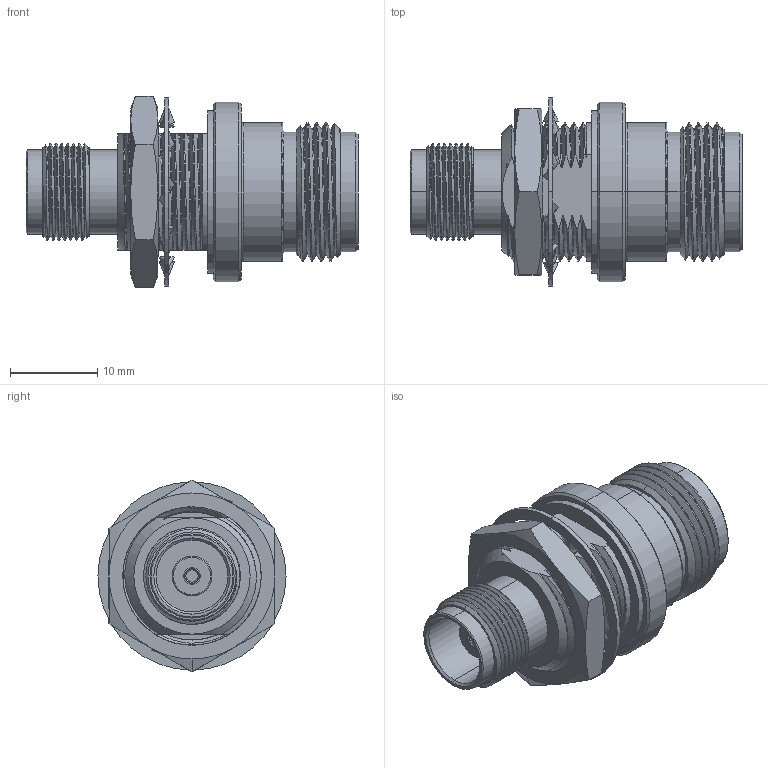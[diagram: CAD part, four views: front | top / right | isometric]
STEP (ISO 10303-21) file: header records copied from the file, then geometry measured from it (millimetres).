
FILE_DESCRIPTION (( 'STEP AP214' ), '1' );
FILE_NAME ('SM4149_3D.step', '2025-01-23T21:11:13', ( '' ), ( '' ), 'SwSTEP 2.0', 'SolidWorks 2022', '' );
FILE_SCHEMA (( 'AUTOMOTIVE_DESIGN' ));
Length unit declared in the file: inch
Products named in the file (1): SM4149_3D
Bounding box: 38.1 x 21.59 x 22 mm (x, y, z)
Volume: 5714.7 mm3; surface area: 4979.2 mm2
Topology: 5 solids, 5 shells, 372 faces, 1034 edges, 686 vertices
Faces by surface type: bspline 122, cylinder 117, plane 70, cone 57, torus 6
Entity records: 35890 total; most frequent: CARTESIAN_POINT 27768, ORIENTED_EDGE 2068, DIRECTION 1208, EDGE_CURVE 1034, VERTEX_POINT 686, AXIS2_PLACEMENT_3D 461, EDGE_LOOP 394, ADVANCED_FACE 372
